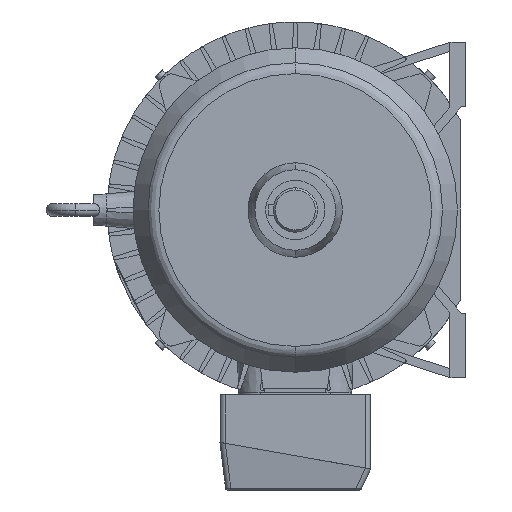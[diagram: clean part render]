
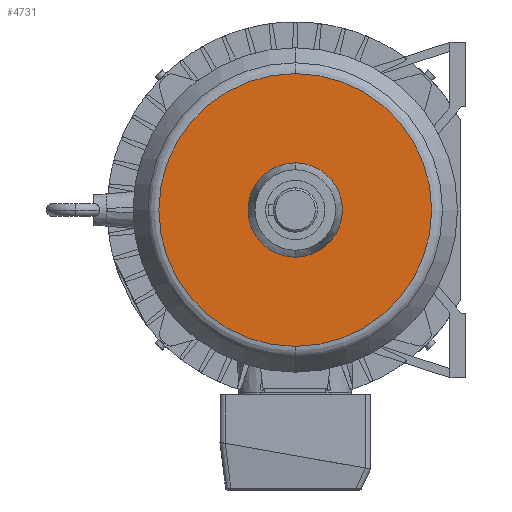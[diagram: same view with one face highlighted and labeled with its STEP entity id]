
A CAD part, left-side view. The second image highlights one B-rep face of the part: STEP entity #4731.
In plain terms, the highlighted planar face has unit normal (-1, 0, 0).
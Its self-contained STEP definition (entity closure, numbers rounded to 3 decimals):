
#19796 = VERTEX_POINT ( 'NONE', #9908 ) ;
#20061 = EDGE_CURVE ( 'NONE', #21142, #19796, #10075, .T. ) ;
#3819 = ORIENTED_EDGE ( 'NONE', *, *, #12988, .F. ) ;
#3943 = CIRCLE ( 'NONE', #3944, 43.931 ) ;
#3944 = AXIS2_PLACEMENT_3D ( 'NONE', #3945, #3946, #3947 ) ;
#3945 = CARTESIAN_POINT ( 'NONE',  ( -43., 0., 0. ) ) ;
#3946 = DIRECTION ( 'NONE',  ( -1., 0., 0. ) ) ;
#3947 = DIRECTION ( 'NONE',  ( 0., 0., 1. ) ) ;
#4185 = EDGE_CURVE ( 'NONE', #13512, #5261, #15306, .T. ) ;
#4320 = CARTESIAN_POINT ( 'NONE',  ( -43., 0., 126.978 ) ) ;
#4440 = EDGE_LOOP ( 'NONE', ( #3819, #12360 ) ) ;
#4731 = ADVANCED_FACE ( 'NONE', ( #15871, #15872 ), #15873, .F. ) ;
#21142 = VERTEX_POINT ( 'NONE', #11008 ) ;
#5198 = EDGE_CURVE ( 'NONE', #5261, #13512, #16161, .T. ) ;
#5261 = VERTEX_POINT ( 'NONE', #16265 ) ;
#9908 = CARTESIAN_POINT ( 'NONE',  ( -43., 0., -43.931 ) ) ;
#10075 = CIRCLE ( 'NONE', #10076, 43.931 ) ;
#10076 = AXIS2_PLACEMENT_3D ( 'NONE', #10077, #10078, #10079 ) ;
#10077 = CARTESIAN_POINT ( 'NONE',  ( -43., 0., 0. ) ) ;
#10078 = DIRECTION ( 'NONE',  ( -1., 0., 0. ) ) ;
#10079 = DIRECTION ( 'NONE',  ( 0., 0., 1. ) ) ;
#11008 = CARTESIAN_POINT ( 'NONE',  ( -43., 0., 43.931 ) ) ;
#11544 = ORIENTED_EDGE ( 'NONE', *, *, #5198, .T. ) ;
#11776 = ORIENTED_EDGE ( 'NONE', *, *, #4185, .T. ) ;
#12067 = EDGE_LOOP ( 'NONE', ( #11776, #11544 ) ) ;
#12360 = ORIENTED_EDGE ( 'NONE', *, *, #20061, .F. ) ;
#12988 = EDGE_CURVE ( 'NONE', #19796, #21142, #3943, .T. ) ;
#13512 = VERTEX_POINT ( 'NONE', #4320 ) ;
#15306 = CIRCLE ( 'NONE', #15307, 126.978 ) ;
#15307 = AXIS2_PLACEMENT_3D ( 'NONE', #15308, #15309, #15310 ) ;
#15308 = CARTESIAN_POINT ( 'NONE',  ( -43., 0., 0. ) ) ;
#15309 = DIRECTION ( 'NONE',  ( -1., 0., 0. ) ) ;
#15310 = DIRECTION ( 'NONE',  ( 0., 0., 1. ) ) ;
#15871 = FACE_BOUND ( 'NONE', #4440, .T. ) ;
#15872 = FACE_OUTER_BOUND ( 'NONE', #12067, .T. ) ;
#15873 = PLANE ( 'NONE',  #15874 ) ;
#15874 = AXIS2_PLACEMENT_3D ( 'NONE', #15875, #15886, #15887 ) ;
#15875 = CARTESIAN_POINT ( 'NONE',  ( -43., 126.978, 0. ) ) ;
#15886 = DIRECTION ( 'NONE',  ( 1., 0., 0. ) ) ;
#15887 = DIRECTION ( 'NONE',  ( 0., 0., -1. ) ) ;
#16161 = CIRCLE ( 'NONE', #16162, 126.978 ) ;
#16162 = AXIS2_PLACEMENT_3D ( 'NONE', #16163, #16164, #16165 ) ;
#16163 = CARTESIAN_POINT ( 'NONE',  ( -43., 0., 0. ) ) ;
#16164 = DIRECTION ( 'NONE',  ( -1., 0., 0. ) ) ;
#16165 = DIRECTION ( 'NONE',  ( 0., 0., 1. ) ) ;
#16265 = CARTESIAN_POINT ( 'NONE',  ( -43., 0., -126.978 ) ) ;
